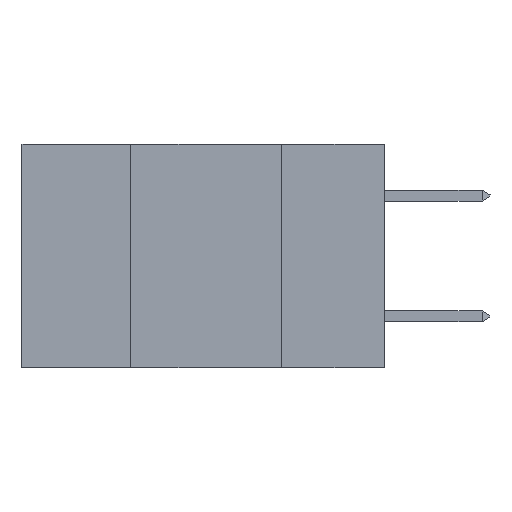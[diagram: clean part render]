
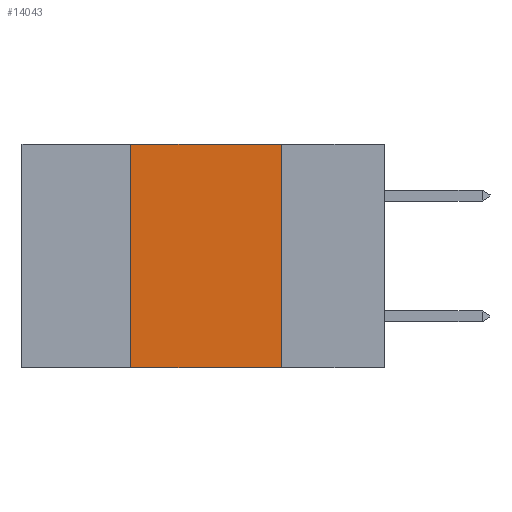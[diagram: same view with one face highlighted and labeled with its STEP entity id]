
A CAD part, left-side view. The second image highlights one B-rep face of the part: STEP entity #14043.
In plain terms, the highlighted planar face has unit normal (-1, 0, 0).
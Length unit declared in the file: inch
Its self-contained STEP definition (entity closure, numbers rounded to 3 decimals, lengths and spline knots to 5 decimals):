
#130 = DIRECTION ( 'NONE',  ( 0., 0., -1. ) ) ;
#1048 = EDGE_CURVE ( 'NONE', #28072, #17656, #2946, .T. ) ;
#2173 = FACE_OUTER_BOUND ( 'NONE', #26015, .T. ) ;
#2946 = LINE ( 'NONE', #30860, #18311 ) ;
#3062 = AXIS2_PLACEMENT_3D ( 'NONE', #7642, #31722, #15576 ) ;
#3113 = CARTESIAN_POINT ( 'NONE',  ( 0., 0.17, 0. ) ) ;
#3162 = ORIENTED_EDGE ( 'NONE', *, *, #18229, .T. ) ;
#5582 = CARTESIAN_POINT ( 'NONE',  ( 0., 0.6, -0.37 ) ) ;
#7642 = CARTESIAN_POINT ( 'NONE',  ( 0., 0.6, 0. ) ) ;
#8896 = EDGE_CURVE ( 'NONE', #17921, #14724, #14930, .T. ) ;
#10583 = DIRECTION ( 'NONE',  ( 0., -1., 0. ) ) ;
#10678 = DIRECTION ( 'NONE',  ( 0., -1., 0. ) ) ;
#13023 = ORIENTED_EDGE ( 'NONE', *, *, #8896, .F. ) ;
#14043 = ADVANCED_FACE ( 'NONE', ( #2173 ), #26717, .F. ) ;
#14724 = VERTEX_POINT ( 'NONE', #31204 ) ;
#14816 = DIRECTION ( 'NONE',  ( 0., 0., 1. ) ) ;
#14930 = LINE ( 'NONE', #20452, #30315 ) ;
#15576 = DIRECTION ( 'NONE',  ( 0., 0., -1. ) ) ;
#17656 = VERTEX_POINT ( 'NONE', #32918 ) ;
#17921 = VERTEX_POINT ( 'NONE', #3113 ) ;
#18051 = ORIENTED_EDGE ( 'NONE', *, *, #22398, .F. ) ;
#18229 = EDGE_CURVE ( 'NONE', #28072, #14724, #25168, .T. ) ;
#18311 = VECTOR ( 'NONE', #14816, 39.37008 ) ;
#20452 = CARTESIAN_POINT ( 'NONE',  ( 0., 0.17, 0. ) ) ;
#20693 = ORIENTED_EDGE ( 'NONE', *, *, #1048, .F. ) ;
#21032 = CARTESIAN_POINT ( 'NONE',  ( 0., 0.42, -0.37 ) ) ;
#22398 = EDGE_CURVE ( 'NONE', #17656, #17921, #33639, .T. ) ;
#23672 = VECTOR ( 'NONE', #10678, 39.37008 ) ;
#25168 = LINE ( 'NONE', #5582, #33047 ) ;
#26015 = EDGE_LOOP ( 'NONE', ( #13023, #18051, #20693, #3162 ) ) ;
#26717 = PLANE ( 'NONE',  #3062 ) ;
#28072 = VERTEX_POINT ( 'NONE', #21032 ) ;
#30315 = VECTOR ( 'NONE', #130, 39.37008 ) ;
#30860 = CARTESIAN_POINT ( 'NONE',  ( 0., 0.42, 0. ) ) ;
#31204 = CARTESIAN_POINT ( 'NONE',  ( 0., 0.17, -0.37 ) ) ;
#31722 = DIRECTION ( 'NONE',  ( 1., 0., 0. ) ) ;
#32918 = CARTESIAN_POINT ( 'NONE',  ( 0., 0.42, 0. ) ) ;
#33047 = VECTOR ( 'NONE', #10583, 39.37008 ) ;
#33639 = LINE ( 'NONE', #34057, #23672 ) ;
#34057 = CARTESIAN_POINT ( 'NONE',  ( 0., 0.6, 0. ) ) ;
